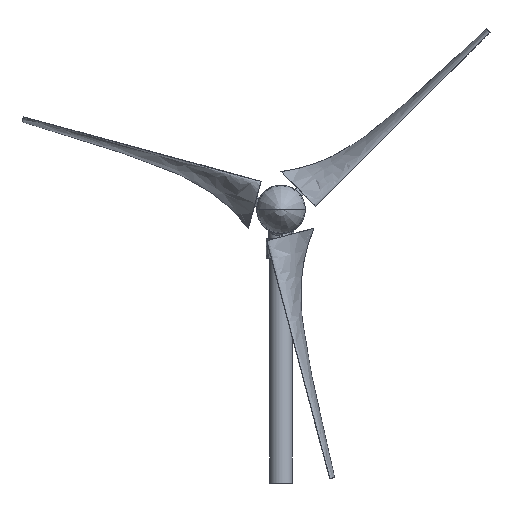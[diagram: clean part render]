
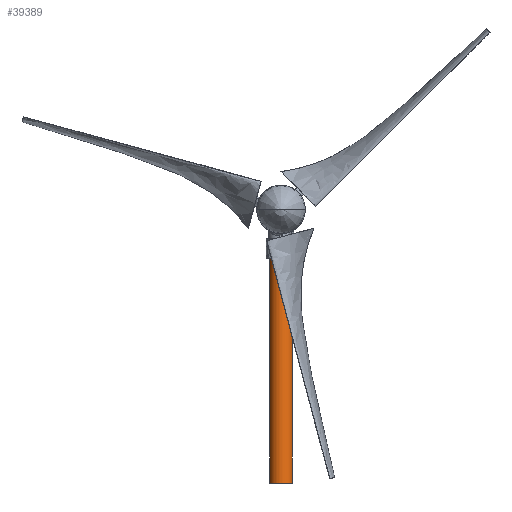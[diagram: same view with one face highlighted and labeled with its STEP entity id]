
A CAD part, top view. The second image highlights one B-rep face of the part: STEP entity #39389.
In plain terms, the highlighted free-form (B-spline) face has degree [2, 1] with [5, 2] control points.
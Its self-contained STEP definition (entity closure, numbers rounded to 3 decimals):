
#39389 = ADVANCED_FACE('',(#39390),#39426,.T.);
#39390 = FACE_BOUND('',#39391,.T.);
#39391 = EDGE_LOOP('',(#39392,#39404,#39411,#39421));
#39392 = ORIENTED_EDGE('',*,*,#39393,.T.);
#39393 = EDGE_CURVE('',#39394,#39396,#39398,.T.);
#39394 = VERTEX_POINT('',#39395);
#39395 = CARTESIAN_POINT('',(-40.879,-82.502,0.));
#39396 = VERTEX_POINT('',#39397);
#39397 = CARTESIAN_POINT('',(28.987,-82.502,
    0.));
#39398 = ( BOUNDED_CURVE() B_SPLINE_CURVE(2,(#39399,#39400,#39401,#39402
,#39403),.UNSPECIFIED.,.F.,.F.) B_SPLINE_CURVE_WITH_KNOTS((3,2,3),(0.,
1.571,3.142),.PIECEWISE_BEZIER_KNOTS.) CURVE() 
GEOMETRIC_REPRESENTATION_ITEM() RATIONAL_B_SPLINE_CURVE((1.,
0.707,1.,0.707,1.)) REPRESENTATION_ITEM('') );
#39399 = CARTESIAN_POINT('',(-40.879,-82.502,0.));
#39400 = CARTESIAN_POINT('',(-40.879,-82.502,
    34.933));
#39401 = CARTESIAN_POINT('',(-5.946,-82.502,
    34.933));
#39402 = CARTESIAN_POINT('',(28.987,-82.502,
    34.933));
#39403 = CARTESIAN_POINT('',(28.987,-82.502,
    0.));
#39404 = ORIENTED_EDGE('',*,*,#39405,.T.);
#39405 = EDGE_CURVE('',#39396,#39406,#39408,.T.);
#39406 = VERTEX_POINT('',#39407);
#39407 = CARTESIAN_POINT('',(28.987,-825.764,0.));
#39408 = B_SPLINE_CURVE_WITH_KNOTS('',1,(#39409,#39410),.UNSPECIFIED.,
  .F.,.F.,(2,2),(0.,500.),.PIECEWISE_BEZIER_KNOTS.);
#39409 = CARTESIAN_POINT('',(28.987,-82.502,0.));
#39410 = CARTESIAN_POINT('',(28.987,-825.764,0.));
#39411 = ORIENTED_EDGE('',*,*,#39412,.T.);
#39412 = EDGE_CURVE('',#39406,#39413,#39415,.T.);
#39413 = VERTEX_POINT('',#39414);
#39414 = CARTESIAN_POINT('',(-40.879,-825.764,
    0.));
#39415 = ( BOUNDED_CURVE() B_SPLINE_CURVE(2,(#39416,#39417,#39418,#39419
,#39420),.UNSPECIFIED.,.F.,.F.) B_SPLINE_CURVE_WITH_KNOTS((3,2,3),(0.,
1.571,3.142),.PIECEWISE_BEZIER_KNOTS.) CURVE() 
GEOMETRIC_REPRESENTATION_ITEM() RATIONAL_B_SPLINE_CURVE((1.,
0.707,1.,0.707,1.)) REPRESENTATION_ITEM('') );
#39416 = CARTESIAN_POINT('',(28.987,-825.764,0.));
#39417 = CARTESIAN_POINT('',(28.987,-825.764,
    34.933));
#39418 = CARTESIAN_POINT('',(-5.946,-825.764,
    34.933));
#39419 = CARTESIAN_POINT('',(-40.879,-825.764,
    34.933));
#39420 = CARTESIAN_POINT('',(-40.879,-825.764,
    0.));
#39421 = ORIENTED_EDGE('',*,*,#39422,.T.);
#39422 = EDGE_CURVE('',#39413,#39394,#39423,.T.);
#39423 = B_SPLINE_CURVE_WITH_KNOTS('',1,(#39424,#39425),.UNSPECIFIED.,
  .F.,.F.,(2,2),(0.,500.),.PIECEWISE_BEZIER_KNOTS.);
#39424 = CARTESIAN_POINT('',(-40.879,-825.764,0.));
#39425 = CARTESIAN_POINT('',(-40.879,-82.502,0.));
#39426 = ( BOUNDED_SURFACE() B_SPLINE_SURFACE(2,1,(
    (#39427,#39428)
    ,(#39429,#39430)
    ,(#39431,#39432)
    ,(#39433,#39434)
    ,(#39435,#39436
)),.UNSPECIFIED.,.F.,.F.,.F.) B_SPLINE_SURFACE_WITH_KNOTS((3,2,3),(2,2),
  (0.063,1.634,3.204),(10.,510.)
,.PIECEWISE_BEZIER_KNOTS.) GEOMETRIC_REPRESENTATION_ITEM() 
RATIONAL_B_SPLINE_SURFACE((
    (1.,1.)
    ,(0.707,0.707)
    ,(1.,1.)
    ,(0.707,0.707)
,(1.,1.))) REPRESENTATION_ITEM('') SURFACE() );
#39427 = CARTESIAN_POINT('',(-40.879,-82.502,
    0.));
#39428 = CARTESIAN_POINT('',(-40.879,-825.764,
    0.));
#39429 = CARTESIAN_POINT('',(-40.879,-82.502,
    34.933));
#39430 = CARTESIAN_POINT('',(-40.879,-825.764,
    34.933));
#39431 = CARTESIAN_POINT('',(-5.946,-82.502,
    34.933));
#39432 = CARTESIAN_POINT('',(-5.946,-825.764,
    34.933));
#39433 = CARTESIAN_POINT('',(28.987,-82.502,
    34.933));
#39434 = CARTESIAN_POINT('',(28.987,-825.764,
    34.933));
#39435 = CARTESIAN_POINT('',(28.987,-82.502,
    0.));
#39436 = CARTESIAN_POINT('',(28.987,-825.764,
    0.));
